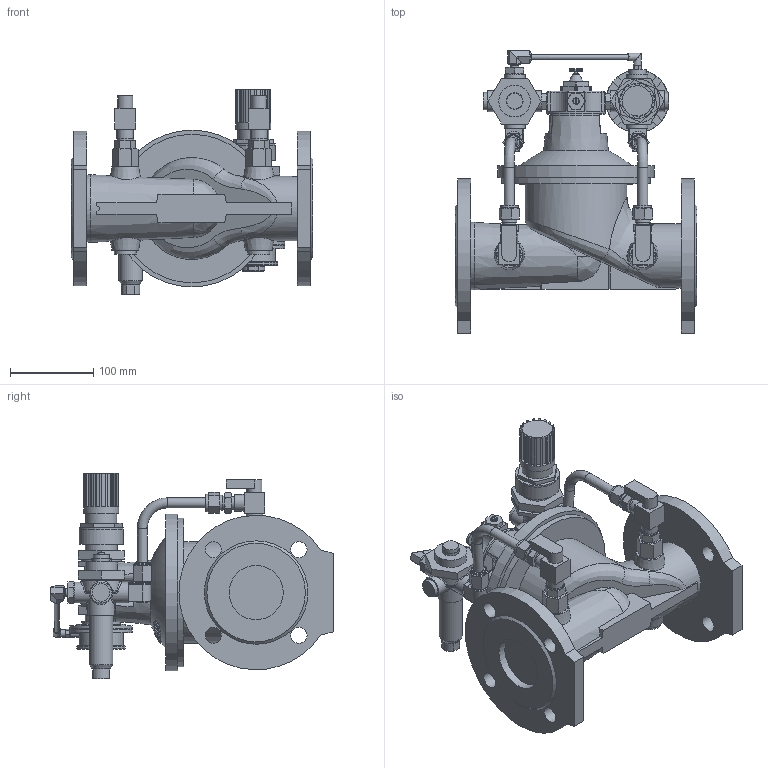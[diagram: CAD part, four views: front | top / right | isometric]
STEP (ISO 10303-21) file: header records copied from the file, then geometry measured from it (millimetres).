
FILE_DESCRIPTION (( 'STEP AP203' ), '1' );
FILE_NAME ('O_859_00_DN065_114XX10_AA0_step.step', '2017-01-09T06:51:47', ( 'Windows User' ), ( 'AVK' ), 'SwSTEP 2.0', 'SolidWorks 2012', '' );
FILE_SCHEMA (( 'CONFIG_CONTROL_DESIGN' ));
Length unit declared in the file: millimetre
Products named in the file (1): O_859_00_DN065_114XX10_AA0_step
Bounding box: 290 x 338.7 x 245.85 mm (x, y, z)
Volume: 4523991.3 mm3; surface area: 432256.7 mm2
Topology: 1 solids, 1 shells, 1094 faces, 2695 edges, 1678 vertices
Faces by surface type: plane 567, cylinder 214, cone 164, bspline 73, torus 56, sphere 20
Full cylindrical faces by diameter (mm): 4 x1, 6 x1, 7 x1, 7.7 x2, 9 x2, 9.7 x1, 12 x4, 14 x1, 15.002 x2, 16 x5, 18 x6, 19 x1, 19.5 x8, 20 x7, 21 x5, 24 x2, 25 x8, 26 x2, 28 x1, 32 x2, 37 x1, 38 x3, 40 x1, 42 x1, 46 x3, 48 x3, 53 x3, 58 x1, 65 x2, 70 x1
Entity records: 39731 total; most frequent: CARTESIAN_POINT 15771, ORIENTED_EDGE 4966, DIRECTION 4701, EDGE_CURVE 2483, AXIS2_PLACEMENT_3D 1806, VERTEX_POINT 1607, EDGE_LOOP 1332, FACE_OUTER_BOUND 1200
